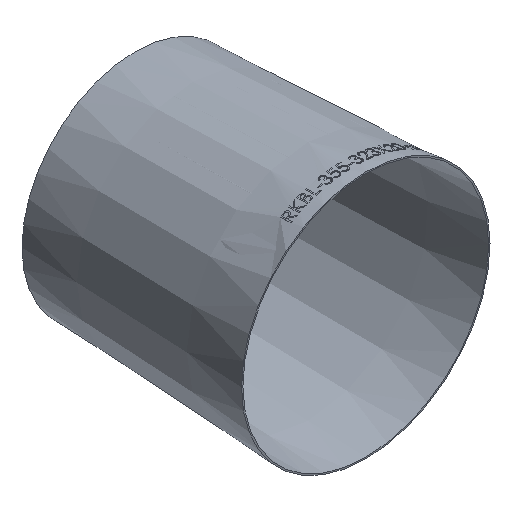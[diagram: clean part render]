
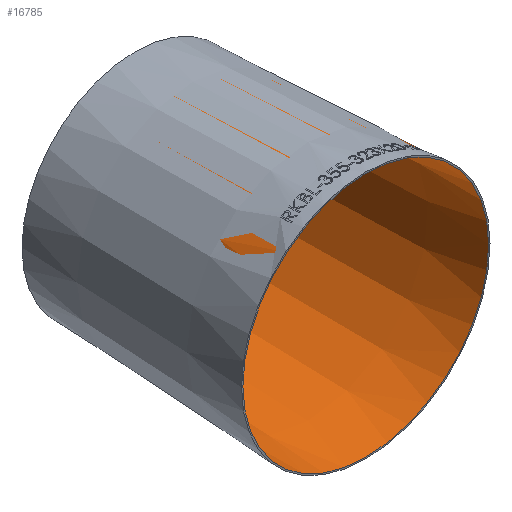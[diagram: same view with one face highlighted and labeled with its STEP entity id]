
A CAD part, isometric view. The second image highlights one B-rep face of the part: STEP entity #16785.
In plain terms, the highlighted conical face has half-angle 2.75 degrees and reference radius 175.798 mm.
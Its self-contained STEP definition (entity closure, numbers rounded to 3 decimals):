
#608 = AXIS2_PLACEMENT_3D ( 'NONE', #1373, #8313, #11150 ) ;
#1373 = CARTESIAN_POINT ( 'NONE',  ( 0., 0., 0. ) ) ;
#1921 = CARTESIAN_POINT ( 'NONE',  ( 0., 0., -175.798 ) ) ;
#8313 = DIRECTION ( 'NONE',  ( 0., -1., 0. ) ) ;
#8905 = CIRCLE ( 'NONE', #33112, 175.798 ) ;
#8932 = DIRECTION ( 'NONE',  ( 0., 0., -1. ) ) ;
#11150 = DIRECTION ( 'NONE',  ( 0., 0., -1. ) ) ;
#11772 = CARTESIAN_POINT ( 'NONE',  ( 0., 0., 0. ) ) ;
#12138 = EDGE_LOOP ( 'NONE', ( #35642 ) ) ;
#14158 = EDGE_CURVE ( 'NONE', #27051, #27051, #24430, .T. ) ;
#16785 = ADVANCED_FACE ( 'NONE', ( #40805, #20867 ), #26897, .F. ) ;
#18593 = CARTESIAN_POINT ( 'NONE',  ( 0., 330., -159.948 ) ) ;
#19423 = EDGE_CURVE ( 'NONE', #25079, #25079, #8905, .T. ) ;
#20867 = FACE_OUTER_BOUND ( 'NONE', #12138, .T. ) ;
#22195 = ORIENTED_EDGE ( 'NONE', *, *, #14158, .F. ) ;
#24430 = CIRCLE ( 'NONE', #29969, 159.948 ) ;
#25079 = VERTEX_POINT ( 'NONE', #1921 ) ;
#26897 = CONICAL_SURFACE ( 'NONE', #608, 175.798, 0.048 ) ;
#27051 = VERTEX_POINT ( 'NONE', #18593 ) ;
#28324 = DIRECTION ( 'NONE',  ( 0., -1., 0. ) ) ;
#28539 = DIRECTION ( 'NONE',  ( 0., 0., -1. ) ) ;
#29969 = AXIS2_PLACEMENT_3D ( 'NONE', #40477, #28324, #28539 ) ;
#31727 = EDGE_LOOP ( 'NONE', ( #22195 ) ) ;
#31893 = DIRECTION ( 'NONE',  ( 0., -1., 0. ) ) ;
#33112 = AXIS2_PLACEMENT_3D ( 'NONE', #11772, #31893, #8932 ) ;
#35642 = ORIENTED_EDGE ( 'NONE', *, *, #19423, .T. ) ;
#40477 = CARTESIAN_POINT ( 'NONE',  ( 0., 330., 0. ) ) ;
#40805 = FACE_BOUND ( 'NONE', #31727, .T. ) ;
